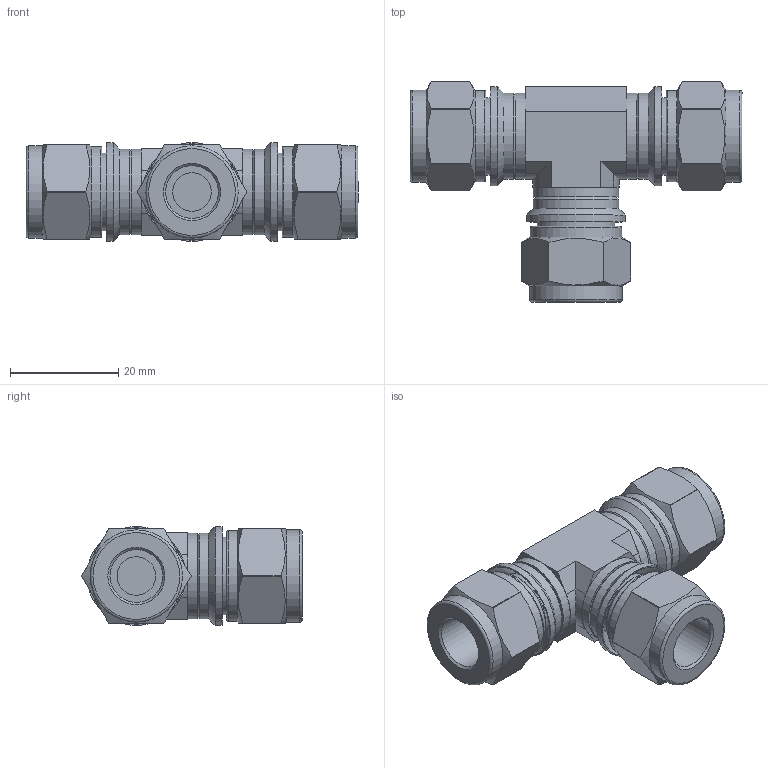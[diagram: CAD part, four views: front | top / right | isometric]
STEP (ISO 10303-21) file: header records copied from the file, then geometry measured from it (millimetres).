
FILE_DESCRIPTION(/* description */ (''),/* implementation_level */ '2;1');
FILE_NAME(/* name */ 'SUTI-6.stp',/* time_stamp */ '2022-07-11T09:57:02+09:00',/* author */ ('user'),/* organization */ (''),/* preprocessor_version */ 'ST-DEVELOPER v18.1',/* originating_system */ 'Autodesk Inventor 2022',/* authorisation */ '');
FILE_SCHEMA (('AUTOMOTIVE_DESIGN { 1 0 10303 214 3 1 1 }'));
Length unit declared in the file: millimetre
Products named in the file (1): SUT-6
Bounding box: 61.23 x 40.7 x 18.25 mm (x, y, z)
Volume: 15038.3 mm3; surface area: 8874.7 mm2
Topology: 1 solids, 1 shells, 136 faces, 305 edges, 192 vertices
Faces by surface type: plane 54, cylinder 52, cone 24, torus 6
Full cylindrical faces by diameter (mm): 7.112 x3, 9.73 x3, 12.5 x3, 13.05 x3, 14.28 x3, 15.8 x6, 16.8 x3, 17 x3, 18.25 x3
Entity records: 3800 total; most frequent: CARTESIAN_POINT 706, DIRECTION 681, ORIENTED_EDGE 610, EDGE_CURVE 305, AXIS2_PLACEMENT_3D 275, VERTEX_POINT 192, EDGE_LOOP 157, CIRCLE 136
